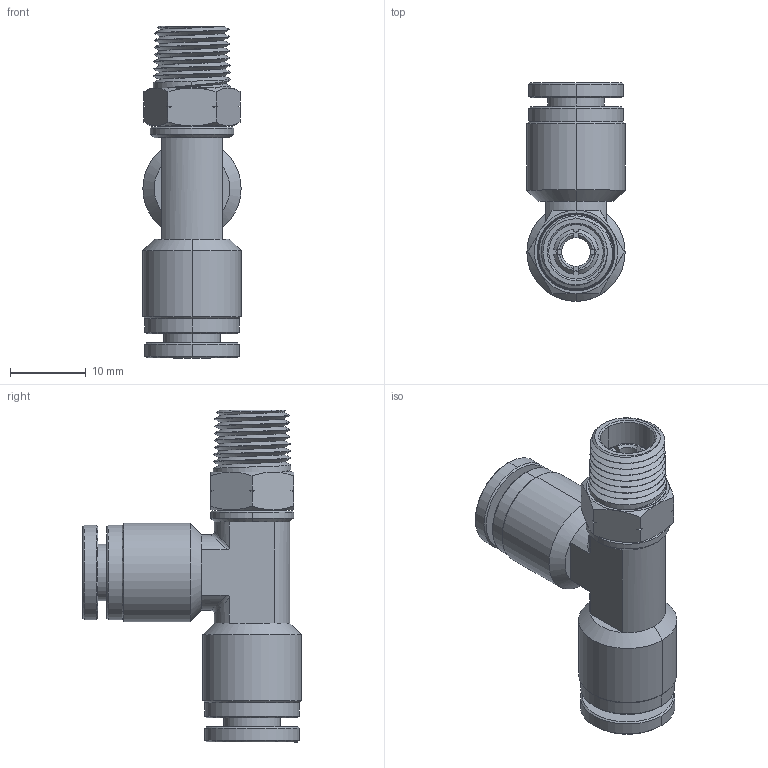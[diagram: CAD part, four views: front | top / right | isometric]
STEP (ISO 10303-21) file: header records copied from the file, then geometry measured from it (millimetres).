
FILE_DESCRIPTION (( 'STEP AP214' ), '1' );
FILE_NAME ('RTS1-4N1-8W.STEP', '2018-07-26T16:52:06', ( '' ), ( '' ), 'SwSTEP 2.0', 'SolidWorks 2016', '' );
FILE_SCHEMA (( 'AUTOMOTIVE_DESIGN' ));
Length unit declared in the file: millimetre
Products named in the file (1): RTS1-4N1-8W
Bounding box: 13 x 28.91 x 43.91 mm (x, y, z)
Volume: 3982.8 mm3; surface area: 7313.3 mm2
Topology: 12 solids, 12 shells, 791 faces, 2135 edges, 1381 vertices
Faces by surface type: cone 290, plane 269, cylinder 148, bspline 80, torus 4
Entity records: 38591 total; most frequent: CARTESIAN_POINT 11159, ORIENTED_EDGE 4270, DIRECTION 3450, EDGE_CURVE 2135, AXIS2_PLACEMENT_3D 1406, VERTEX_POINT 1381, EDGE_LOOP 830, UNCERTAINTY_MEASURE_WITH_UNIT 805
